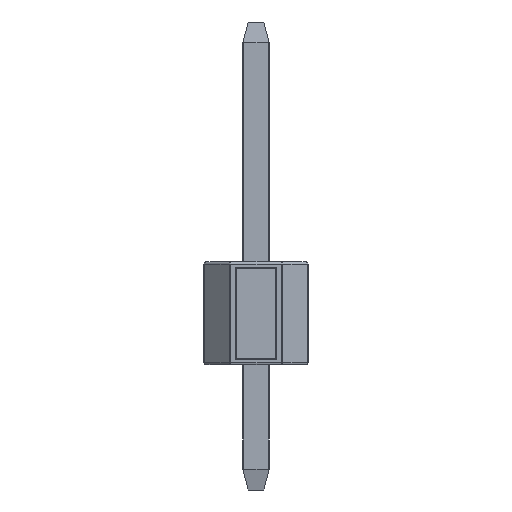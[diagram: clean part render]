
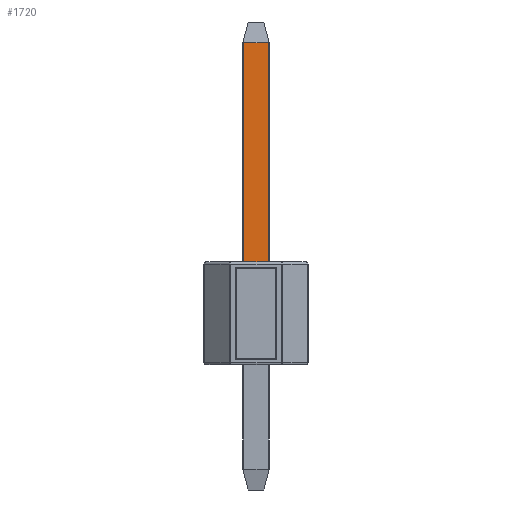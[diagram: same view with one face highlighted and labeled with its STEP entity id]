
A CAD part, left-side view. The second image highlights one B-rep face of the part: STEP entity #1720.
In plain terms, the highlighted planar face has unit normal (-1, 0, 0).
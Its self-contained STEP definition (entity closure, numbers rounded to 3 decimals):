
#371=FACE_OUTER_BOUND('',#465,.T.);
#465=EDGE_LOOP('',(#1410,#1411,#1412,#1413));
#574=LINE('',#2836,#714);
#597=LINE('',#2884,#737);
#598=LINE('',#2886,#738);
#599=LINE('',#2887,#739);
#714=VECTOR('',#2320,10.);
#737=VECTOR('',#2371,10.);
#738=VECTOR('',#2372,10.);
#739=VECTOR('',#2373,10.);
#778=VERTEX_POINT('',#2577);
#781=VERTEX_POINT('',#2584);
#860=VERTEX_POINT('',#2883);
#861=VERTEX_POINT('',#2885);
#1030=EDGE_CURVE('',#781,#778,#574,.T.);
#1053=EDGE_CURVE('',#860,#778,#597,.T.);
#1054=EDGE_CURVE('',#861,#860,#598,.T.);
#1055=EDGE_CURVE('',#781,#861,#599,.T.);
#1410=ORIENTED_EDGE('',*,*,#1030,.T.);
#1411=ORIENTED_EDGE('',*,*,#1053,.F.);
#1412=ORIENTED_EDGE('',*,*,#1054,.F.);
#1413=ORIENTED_EDGE('',*,*,#1055,.F.);
#1543=PLANE('',#1920);
#1720=ADVANCED_FACE('',(#371),#1543,.T.);
#1920=AXIS2_PLACEMENT_3D('',#2882,#2369,#2370);
#2320=DIRECTION('',(0.,-1.,0.));
#2369=DIRECTION('center_axis',(-1.,0.,0.));
#2370=DIRECTION('ref_axis',(0.,0.,1.));
#2371=DIRECTION('',(0.,0.,-1.));
#2372=DIRECTION('',(0.,-1.,0.));
#2373=DIRECTION('',(0.,0.,1.));
#2577=CARTESIAN_POINT('',(-0.32,-0.297,2.5));
#2584=CARTESIAN_POINT('',(-0.32,0.292,2.5));
#2836=CARTESIAN_POINT('',(-0.32,-0.003,2.5));
#2882=CARTESIAN_POINT('Origin',(-0.32,-0.003,2.645));
#2883=CARTESIAN_POINT('',(-0.32,-0.297,7.832));
#2884=CARTESIAN_POINT('',(-0.32,-0.297,5.493));
#2885=CARTESIAN_POINT('',(-0.32,0.292,7.832));
#2886=CARTESIAN_POINT('',(-0.32,0.158,7.832));
#2887=CARTESIAN_POINT('',(-0.32,0.292,-0.202));
